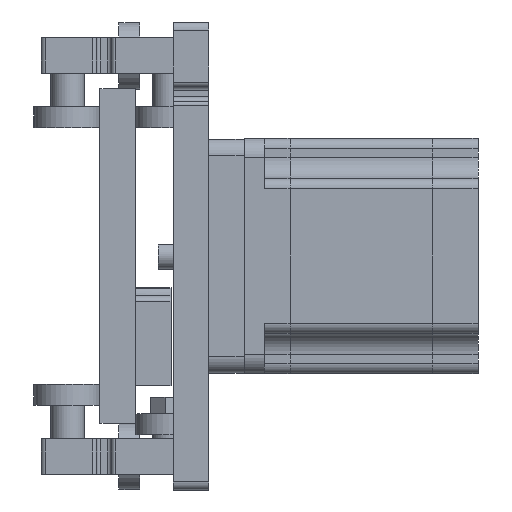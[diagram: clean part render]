
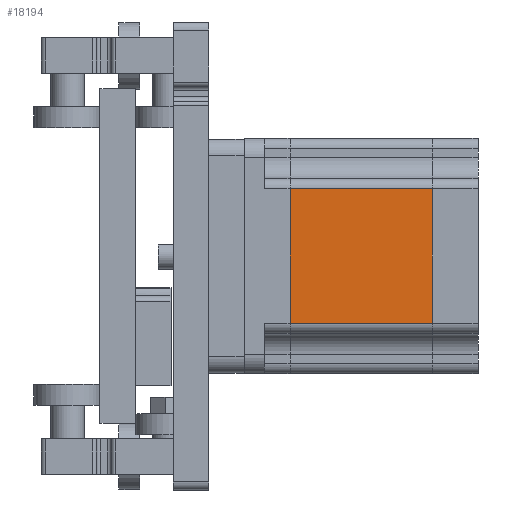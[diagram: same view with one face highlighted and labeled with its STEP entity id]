
A CAD part, front view. The second image highlights one B-rep face of the part: STEP entity #18194.
In plain terms, the highlighted face is planar.
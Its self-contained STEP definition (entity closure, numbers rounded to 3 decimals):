
#1247=PLANE('',#19888);
#1755=FACE_OUTER_BOUND('',#3180,.T.);
#3180=EDGE_LOOP('',(#14214,#14215,#14216,#14217));
#4284=LINE('',#28168,#5526);
#4303=LINE('',#28247,#5545);
#4311=LINE('',#28265,#5553);
#4312=LINE('',#28267,#5554);
#5526=VECTOR('',#23326,1000.);
#5545=VECTOR('',#23387,1000.);
#5553=VECTOR('',#23409,1000.);
#5554=VECTOR('',#23412,1000.);
#8155=VERTEX_POINT('',#28165);
#8156=VERTEX_POINT('',#28167);
#8194=VERTEX_POINT('',#28244);
#8195=VERTEX_POINT('',#28246);
#10327=EDGE_CURVE('',#8156,#8155,#4284,.T.);
#10366=EDGE_CURVE('',#8194,#8195,#4303,.T.);
#10376=EDGE_CURVE('',#8155,#8195,#4311,.T.);
#10377=EDGE_CURVE('',#8156,#8194,#4312,.T.);
#14214=ORIENTED_EDGE('',*,*,#10366,.F.);
#14215=ORIENTED_EDGE('',*,*,#10377,.F.);
#14216=ORIENTED_EDGE('',*,*,#10327,.T.);
#14217=ORIENTED_EDGE('',*,*,#10376,.T.);
#18194=ADVANCED_FACE('',(#1755),#1247,.T.);
#19888=AXIS2_PLACEMENT_3D('',#28266,#23410,#23411);
#23326=DIRECTION('',(0.,1.,0.));
#23387=DIRECTION('',(0.,1.,0.));
#23409=DIRECTION('',(0.,0.,1.));
#23410=DIRECTION('center_axis',(1.,0.,0.));
#23411=DIRECTION('ref_axis',(0.,1.,0.));
#23412=DIRECTION('',(0.,0.,1.));
#28165=CARTESIAN_POINT('',(28.1,16.07,-45.));
#28167=CARTESIAN_POINT('',(28.1,-16.07,-45.));
#28168=CARTESIAN_POINT('',(28.1,-16.07,-45.));
#28244=CARTESIAN_POINT('',(28.1,-16.07,-11.));
#28246=CARTESIAN_POINT('',(28.1,16.07,-11.));
#28247=CARTESIAN_POINT('',(28.1,-16.07,-11.));
#28265=CARTESIAN_POINT('',(28.1,16.07,-45.));
#28266=CARTESIAN_POINT('Origin',(28.1,-16.07,-45.));
#28267=CARTESIAN_POINT('',(28.1,-16.07,-45.));
